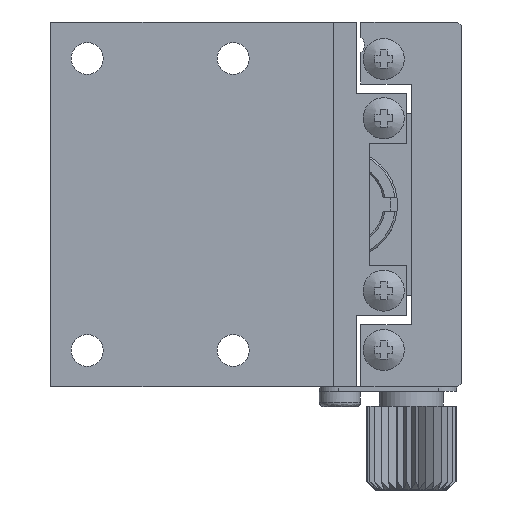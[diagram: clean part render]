
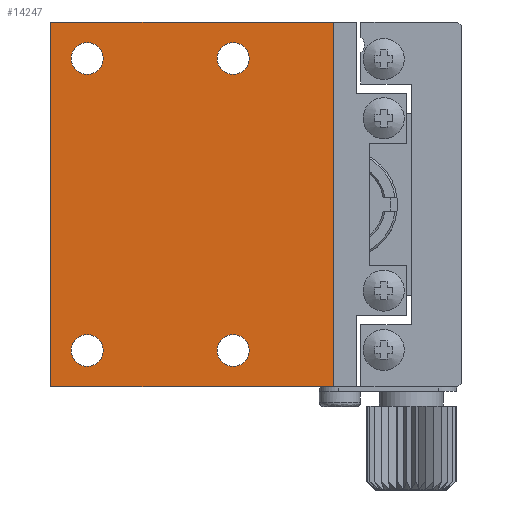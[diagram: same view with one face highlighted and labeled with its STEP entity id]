
A CAD part, front view. The second image highlights one B-rep face of the part: STEP entity #14247.
In plain terms, the highlighted planar face has unit normal (0, -1, 0).
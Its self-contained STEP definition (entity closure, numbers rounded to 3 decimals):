
#544 = ORIENTED_EDGE ( 'NONE', *, *, #44842, .F. ) ;
#1007 = CARTESIAN_POINT ( 'NONE',  ( 0., 0., -40. ) ) ;
#1025 = DIRECTION ( 'NONE',  ( 0., 0., -1. ) ) ;
#1354 = VERTEX_POINT ( 'NONE', #29702 ) ;
#1512 = EDGE_CURVE ( 'NONE', #47798, #90594, #5452, .T. ) ;
#1611 = AXIS2_PLACEMENT_3D ( 'NONE', #69103, #5040, #34728 ) ;
#2609 = CARTESIAN_POINT ( 'NONE',  ( 0., 0., 0. ) ) ;
#5040 = DIRECTION ( 'NONE',  ( 0., 1., 0. ) ) ;
#5448 = EDGE_LOOP ( 'NONE', ( #91200, #544, #46802, #60462 ) ) ;
#5452 = LINE ( 'NONE', #33772, #24905 ) ;
#6925 = DIRECTION ( 'NONE',  ( 0., 0., -1. ) ) ;
#11130 = EDGE_CURVE ( 'NONE', #82797, #76492, #90724, .T. ) ;
#11738 = DIRECTION ( 'NONE',  ( 0., 1., 0. ) ) ;
#13005 = CIRCLE ( 'NONE', #64824, 1.75 ) ;
#13118 = CARTESIAN_POINT ( 'NONE',  ( -31., 0., -40. ) ) ;
#14247 = ADVANCED_FACE ( 'NONE', ( #27507, #40947, #83623, #77613, #35360 ), #77147, .T. ) ;
#15365 = DIRECTION ( 'NONE',  ( 0., 0., -1. ) ) ;
#17385 = VECTOR ( 'NONE', #6925, 1000. ) ;
#19341 = CARTESIAN_POINT ( 'NONE',  ( -11., 0., -37.75 ) ) ;
#19775 = DIRECTION ( 'NONE',  ( 1., 0., 0. ) ) ;
#20117 = DIRECTION ( 'NONE',  ( 0., -1., 0. ) ) ;
#21286 = AXIS2_PLACEMENT_3D ( 'NONE', #46950, #11738, #53921 ) ;
#21337 = CARTESIAN_POINT ( 'NONE',  ( 0., 0., -40. ) ) ;
#23424 = EDGE_LOOP ( 'NONE', ( #62873 ) ) ;
#23790 = DIRECTION ( 'NONE',  ( 0., 1., 0. ) ) ;
#23919 = CIRCLE ( 'NONE', #1611, 1.75 ) ;
#23956 = VECTOR ( 'NONE', #19775, 1000. ) ;
#24905 = VECTOR ( 'NONE', #41194, 1000. ) ;
#26718 = CARTESIAN_POINT ( 'NONE',  ( 0., 0., 0. ) ) ;
#27507 = FACE_OUTER_BOUND ( 'NONE', #5448, .T. ) ;
#29702 = CARTESIAN_POINT ( 'NONE',  ( -27., 0., -5.75 ) ) ;
#30724 = CARTESIAN_POINT ( 'NONE',  ( -27., 0., -36. ) ) ;
#31026 = ORIENTED_EDGE ( 'NONE', *, *, #74638, .T. ) ;
#33120 = EDGE_CURVE ( 'NONE', #70571, #70571, #83498, .T. ) ;
#33772 = CARTESIAN_POINT ( 'NONE',  ( 0., 0., -40. ) ) ;
#34728 = DIRECTION ( 'NONE',  ( 0., 0., -1. ) ) ;
#35360 = FACE_BOUND ( 'NONE', #51696, .T. ) ;
#40947 = FACE_BOUND ( 'NONE', #72918, .T. ) ;
#41194 = DIRECTION ( 'NONE',  ( 1., 0., 0. ) ) ;
#44635 = AXIS2_PLACEMENT_3D ( 'NONE', #30724, #23790, #1025 ) ;
#44842 = EDGE_CURVE ( 'NONE', #76492, #90594, #50056, .T. ) ;
#46556 = ORIENTED_EDGE ( 'NONE', *, *, #33120, .T. ) ;
#46802 = ORIENTED_EDGE ( 'NONE', *, *, #11130, .F. ) ;
#46950 = CARTESIAN_POINT ( 'NONE',  ( -11., 0., -4. ) ) ;
#47798 = VERTEX_POINT ( 'NONE', #13118 ) ;
#48747 = CARTESIAN_POINT ( 'NONE',  ( -11., 0., -5.75 ) ) ;
#49930 = VECTOR ( 'NONE', #84617, 1000. ) ;
#50056 = LINE ( 'NONE', #21337, #17385 ) ;
#50137 = DIRECTION ( 'NONE',  ( 0., 1., 0. ) ) ;
#50743 = AXIS2_PLACEMENT_3D ( 'NONE', #63657, #20117, #90138 ) ;
#50901 = EDGE_CURVE ( 'NONE', #82797, #47798, #62823, .T. ) ;
#51696 = EDGE_LOOP ( 'NONE', ( #80307 ) ) ;
#53650 = VERTEX_POINT ( 'NONE', #64950 ) ;
#53921 = DIRECTION ( 'NONE',  ( 0., 0., -1. ) ) ;
#56322 = CARTESIAN_POINT ( 'NONE',  ( -31., 0., -40. ) ) ;
#57934 = CIRCLE ( 'NONE', #44635, 1.75 ) ;
#60462 = ORIENTED_EDGE ( 'NONE', *, *, #50901, .T. ) ;
#61064 = VERTEX_POINT ( 'NONE', #19341 ) ;
#62823 = LINE ( 'NONE', #56322, #49930 ) ;
#62873 = ORIENTED_EDGE ( 'NONE', *, *, #68163, .T. ) ;
#63657 = CARTESIAN_POINT ( 'NONE',  ( -31., 0., -40. ) ) ;
#64824 = AXIS2_PLACEMENT_3D ( 'NONE', #80240, #50137, #15365 ) ;
#64950 = CARTESIAN_POINT ( 'NONE',  ( -27., 0., -37.75 ) ) ;
#65863 = CARTESIAN_POINT ( 'NONE',  ( -31., 0., 0. ) ) ;
#68163 = EDGE_CURVE ( 'NONE', #53650, #53650, #57934, .T. ) ;
#68638 = EDGE_CURVE ( 'NONE', #1354, #1354, #23919, .T. ) ;
#69103 = CARTESIAN_POINT ( 'NONE',  ( -27., 0., -4. ) ) ;
#70571 = VERTEX_POINT ( 'NONE', #48747 ) ;
#72918 = EDGE_LOOP ( 'NONE', ( #46556 ) ) ;
#74638 = EDGE_CURVE ( 'NONE', #61064, #61064, #13005, .T. ) ;
#76492 = VERTEX_POINT ( 'NONE', #2609 ) ;
#77147 = PLANE ( 'NONE',  #50743 ) ;
#77613 = FACE_BOUND ( 'NONE', #23424, .T. ) ;
#80240 = CARTESIAN_POINT ( 'NONE',  ( -11., 0., -36. ) ) ;
#80307 = ORIENTED_EDGE ( 'NONE', *, *, #68638, .T. ) ;
#82797 = VERTEX_POINT ( 'NONE', #65863 ) ;
#83498 = CIRCLE ( 'NONE', #21286, 1.75 ) ;
#83623 = FACE_BOUND ( 'NONE', #91261, .T. ) ;
#84617 = DIRECTION ( 'NONE',  ( 0., 0., -1. ) ) ;
#90138 = DIRECTION ( 'NONE',  ( 0., 0., -1. ) ) ;
#90594 = VERTEX_POINT ( 'NONE', #1007 ) ;
#90724 = LINE ( 'NONE', #26718, #23956 ) ;
#91200 = ORIENTED_EDGE ( 'NONE', *, *, #1512, .T. ) ;
#91261 = EDGE_LOOP ( 'NONE', ( #31026 ) ) ;
